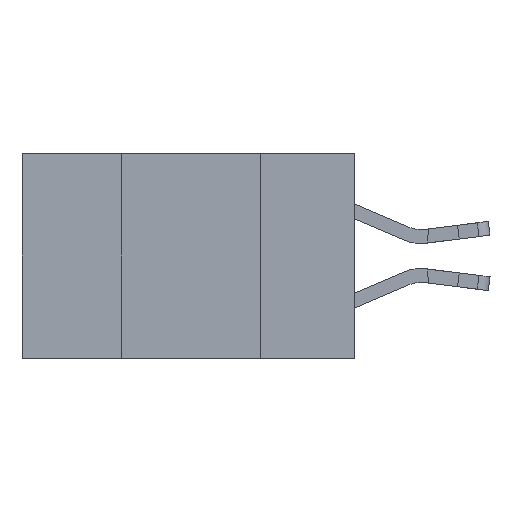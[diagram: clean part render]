
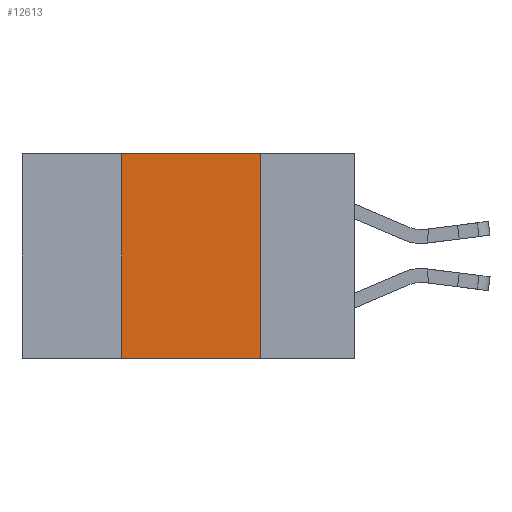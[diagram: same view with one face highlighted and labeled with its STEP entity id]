
A CAD part, left-side view. The second image highlights one B-rep face of the part: STEP entity #12613.
In plain terms, the highlighted planar face has unit normal (-1, 0, 0).
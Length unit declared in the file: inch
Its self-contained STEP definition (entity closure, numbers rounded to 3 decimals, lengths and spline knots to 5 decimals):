
#357 = VERTEX_POINT ( 'NONE', #11683 ) ;
#1346 = LINE ( 'NONE', #11756, #8607 ) ;
#1690 = ORIENTED_EDGE ( 'NONE', *, *, #5853, .T. ) ;
#2868 = ORIENTED_EDGE ( 'NONE', *, *, #6201, .F. ) ;
#3816 = VERTEX_POINT ( 'NONE', #9281 ) ;
#3962 = LINE ( 'NONE', #10608, #7598 ) ;
#5545 = FACE_OUTER_BOUND ( 'NONE', #12382, .T. ) ;
#5853 = EDGE_CURVE ( 'NONE', #357, #14167, #8294, .T. ) ;
#6184 = DIRECTION ( 'NONE',  ( 0., 0., 1. ) ) ;
#6201 = EDGE_CURVE ( 'NONE', #357, #3816, #1346, .T. ) ;
#6578 = DIRECTION ( 'NONE',  ( 0., -1., 0. ) ) ;
#6993 = CARTESIAN_POINT ( 'NONE',  ( 0., 0.17, -0.37 ) ) ;
#7275 = DIRECTION ( 'NONE',  ( 0., 0., -1. ) ) ;
#7598 = VECTOR ( 'NONE', #7275, 39.37008 ) ;
#7862 = EDGE_CURVE ( 'NONE', #3816, #10820, #12010, .T. ) ;
#7874 = PLANE ( 'NONE',  #13049 ) ;
#8005 = ORIENTED_EDGE ( 'NONE', *, *, #7862, .F. ) ;
#8294 = LINE ( 'NONE', #9954, #9999 ) ;
#8295 = DIRECTION ( 'NONE',  ( 0., 0., -1. ) ) ;
#8607 = VECTOR ( 'NONE', #6184, 39.37008 ) ;
#9035 = CARTESIAN_POINT ( 'NONE',  ( 0., 0.6, 0. ) ) ;
#9076 = VECTOR ( 'NONE', #10787, 39.37008 ) ;
#9084 = DIRECTION ( 'NONE',  ( 1., 0., 0. ) ) ;
#9281 = CARTESIAN_POINT ( 'NONE',  ( 0., 0.42, 0. ) ) ;
#9954 = CARTESIAN_POINT ( 'NONE',  ( 0., 0.6, -0.37 ) ) ;
#9999 = VECTOR ( 'NONE', #6578, 39.37008 ) ;
#10007 = ORIENTED_EDGE ( 'NONE', *, *, #13046, .F. ) ;
#10608 = CARTESIAN_POINT ( 'NONE',  ( 0., 0.17, 0. ) ) ;
#10787 = DIRECTION ( 'NONE',  ( 0., -1., 0. ) ) ;
#10820 = VERTEX_POINT ( 'NONE', #11529 ) ;
#11529 = CARTESIAN_POINT ( 'NONE',  ( 0., 0.17, 0. ) ) ;
#11683 = CARTESIAN_POINT ( 'NONE',  ( 0., 0.42, -0.37 ) ) ;
#11756 = CARTESIAN_POINT ( 'NONE',  ( 0., 0.42, 0. ) ) ;
#12010 = LINE ( 'NONE', #12945, #9076 ) ;
#12382 = EDGE_LOOP ( 'NONE', ( #10007, #8005, #2868, #1690 ) ) ;
#12613 = ADVANCED_FACE ( 'NONE', ( #5545 ), #7874, .F. ) ;
#12945 = CARTESIAN_POINT ( 'NONE',  ( 0., 0.6, 0. ) ) ;
#13046 = EDGE_CURVE ( 'NONE', #10820, #14167, #3962, .T. ) ;
#13049 = AXIS2_PLACEMENT_3D ( 'NONE', #9035, #9084, #8295 ) ;
#14167 = VERTEX_POINT ( 'NONE', #6993 ) ;
